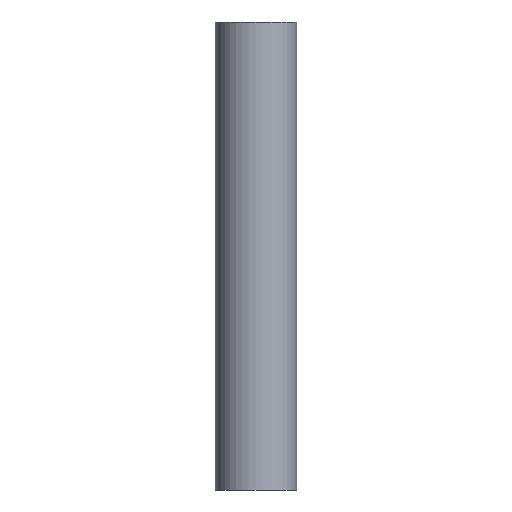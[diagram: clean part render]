
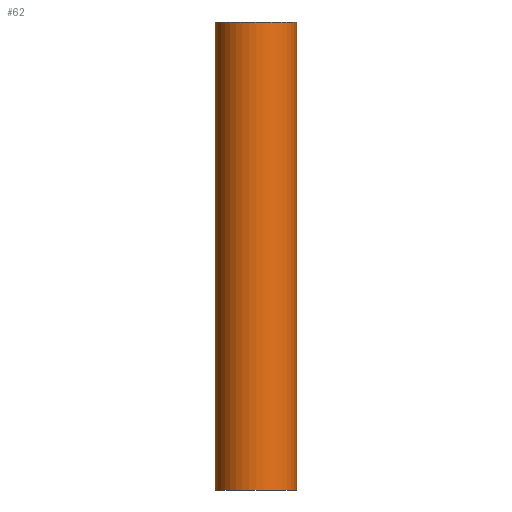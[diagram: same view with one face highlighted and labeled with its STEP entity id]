
A CAD part, front view. The second image highlights one B-rep face of the part: STEP entity #62.
In plain terms, the highlighted cylindrical face has radius 65 mm (diameter 130 mm), a partial arc.
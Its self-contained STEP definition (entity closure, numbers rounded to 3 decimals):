
#13 = LINE ( 'NONE', #178, #338 ) ;
#17 = CYLINDRICAL_SURFACE ( 'NONE', #292, 65. ) ;
#21 = CARTESIAN_POINT ( 'NONE',  ( 2655., 165., -641.75 ) ) ;
#38 = EDGE_LOOP ( 'NONE', ( #108, #279, #270, #196 ) ) ;
#40 = EDGE_CURVE ( 'NONE', #170, #88, #93, .T. ) ;
#42 = VECTOR ( 'NONE', #235, 1000. ) ;
#43 = CARTESIAN_POINT ( 'NONE',  ( 2720., 165., -641.75 ) ) ;
#49 = CARTESIAN_POINT ( 'NONE',  ( 2655., 165., 108.25 ) ) ;
#62 = ADVANCED_FACE ( 'NONE', ( #344 ), #17, .T. ) ;
#67 = EDGE_CURVE ( 'NONE', #299, #88, #13, .T. ) ;
#68 = DIRECTION ( 'NONE',  ( 0., 0., -1. ) ) ;
#88 = VERTEX_POINT ( 'NONE', #21 ) ;
#89 = VERTEX_POINT ( 'NONE', #313 ) ;
#93 = CIRCLE ( 'NONE', #189, 65. ) ;
#94 = CARTESIAN_POINT ( 'NONE',  ( 2720., 165., 292.098 ) ) ;
#108 = ORIENTED_EDGE ( 'NONE', *, *, #341, .F. ) ;
#117 = EDGE_CURVE ( 'NONE', #89, #299, #181, .T. ) ;
#155 = DIRECTION ( 'NONE',  ( 1., 0., 0. ) ) ;
#161 = AXIS2_PLACEMENT_3D ( 'NONE', #317, #311, #285 ) ;
#170 = VERTEX_POINT ( 'NONE', #263 ) ;
#178 = CARTESIAN_POINT ( 'NONE',  ( 2655., 165., 292.098 ) ) ;
#180 = DIRECTION ( 'NONE',  ( 0., 0., -1. ) ) ;
#181 = CIRCLE ( 'NONE', #161, 65. ) ;
#184 = CARTESIAN_POINT ( 'NONE',  ( 2785., 165., 292.098 ) ) ;
#189 = AXIS2_PLACEMENT_3D ( 'NONE', #43, #257, #155 ) ;
#196 = ORIENTED_EDGE ( 'NONE', *, *, #40, .F. ) ;
#235 = DIRECTION ( 'NONE',  ( 0., 0., -1. ) ) ;
#237 = LINE ( 'NONE', #184, #42 ) ;
#257 = DIRECTION ( 'NONE',  ( 0., 0., -1. ) ) ;
#263 = CARTESIAN_POINT ( 'NONE',  ( 2785., 165., -641.75 ) ) ;
#270 = ORIENTED_EDGE ( 'NONE', *, *, #67, .T. ) ;
#279 = ORIENTED_EDGE ( 'NONE', *, *, #117, .T. ) ;
#285 = DIRECTION ( 'NONE',  ( -1., 0., 0. ) ) ;
#292 = AXIS2_PLACEMENT_3D ( 'NONE', #94, #68, #343 ) ;
#299 = VERTEX_POINT ( 'NONE', #49 ) ;
#311 = DIRECTION ( 'NONE',  ( 0., 0., -1. ) ) ;
#313 = CARTESIAN_POINT ( 'NONE',  ( 2785., 165., 108.25 ) ) ;
#317 = CARTESIAN_POINT ( 'NONE',  ( 2720., 165., 108.25 ) ) ;
#338 = VECTOR ( 'NONE', #180, 1000. ) ;
#341 = EDGE_CURVE ( 'NONE', #89, #170, #237, .T. ) ;
#343 = DIRECTION ( 'NONE',  ( -1., 0., 0. ) ) ;
#344 = FACE_OUTER_BOUND ( 'NONE', #38, .T. ) ;
